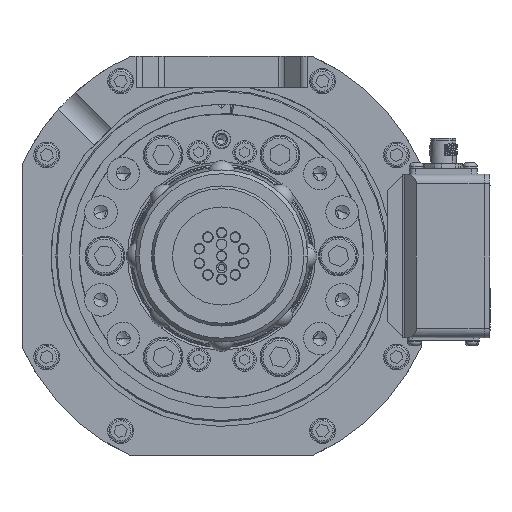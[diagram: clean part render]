
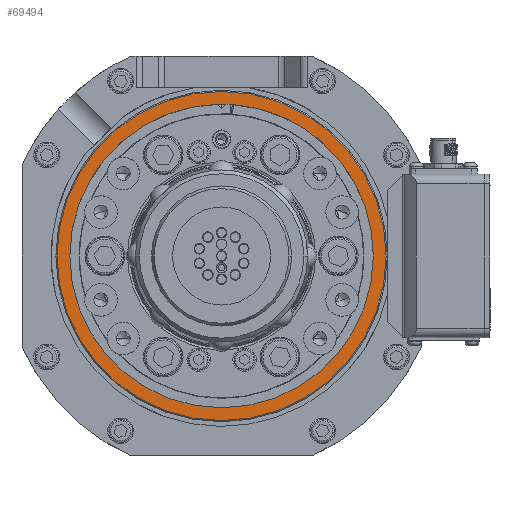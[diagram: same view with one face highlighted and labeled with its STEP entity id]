
A CAD part, front view. The second image highlights one B-rep face of the part: STEP entity #69494.
In plain terms, the highlighted planar face has unit normal (0, -1, 0).
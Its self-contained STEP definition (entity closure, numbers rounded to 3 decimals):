
#2447 = CARTESIAN_POINT ( 'NONE',  ( 70.5, -95.1, 0. ) ) ;
#4106 = EDGE_CURVE ( 'NONE', #61263, #75003, #26901, .T. ) ;
#9168 = CARTESIAN_POINT ( 'NONE',  ( 0., -95.1, 0. ) ) ;
#15163 = FACE_BOUND ( 'NONE', #131504, .T. ) ;
#15584 = CARTESIAN_POINT ( 'NONE',  ( -70.5, -95.1, 0. ) ) ;
#16310 = ORIENTED_EDGE ( 'NONE', *, *, #58919, .T. ) ;
#22195 = DIRECTION ( 'NONE',  ( 0., -1., 0. ) ) ;
#24301 = EDGE_LOOP ( 'NONE', ( #16310, #103435 ) ) ;
#26901 = CIRCLE ( 'NONE', #33800, 64.5 ) ;
#33800 = AXIS2_PLACEMENT_3D ( 'NONE', #128665, #70920, #39697 ) ;
#39697 = DIRECTION ( 'NONE',  ( -1., 0., 0. ) ) ;
#41962 = AXIS2_PLACEMENT_3D ( 'NONE', #89479, #22195, #142291 ) ;
#42406 = EDGE_CURVE ( 'NONE', #108268, #128653, #92823, .T. ) ;
#44504 = DIRECTION ( 'NONE',  ( 0., 1., 0. ) ) ;
#44562 = DIRECTION ( 'NONE',  ( -1., 0., 0. ) ) ;
#45460 = ORIENTED_EDGE ( 'NONE', *, *, #4106, .T. ) ;
#48470 = FACE_OUTER_BOUND ( 'NONE', #24301, .T. ) ;
#52912 = CIRCLE ( 'NONE', #124484, 64.5 ) ;
#58919 = EDGE_CURVE ( 'NONE', #128653, #108268, #109460, .T. ) ;
#61263 = VERTEX_POINT ( 'NONE', #98559 ) ;
#67840 = AXIS2_PLACEMENT_3D ( 'NONE', #9168, #98845, #44562 ) ;
#69494 = ADVANCED_FACE ( 'NONE', ( #48470, #15163 ), #129950, .F. ) ;
#70920 = DIRECTION ( 'NONE',  ( 0., 1., 0. ) ) ;
#72749 = AXIS2_PLACEMENT_3D ( 'NONE', #77179, #121271, #76455 ) ;
#75003 = VERTEX_POINT ( 'NONE', #82678 ) ;
#75744 = CARTESIAN_POINT ( 'NONE',  ( 0., -95.1, 0. ) ) ;
#76455 = DIRECTION ( 'NONE',  ( -1., 0., 0. ) ) ;
#77179 = CARTESIAN_POINT ( 'NONE',  ( 0., -95.1, 64.5 ) ) ;
#82678 = CARTESIAN_POINT ( 'NONE',  ( -64.5, -95.1, 0. ) ) ;
#89479 = CARTESIAN_POINT ( 'NONE',  ( 0., -95.1, 0. ) ) ;
#92823 = CIRCLE ( 'NONE', #41962, 70.5 ) ;
#94302 = EDGE_CURVE ( 'NONE', #75003, #61263, #52912, .T. ) ;
#98559 = CARTESIAN_POINT ( 'NONE',  ( 64.5, -95.1, 0. ) ) ;
#98845 = DIRECTION ( 'NONE',  ( 0., -1., 0. ) ) ;
#101662 = DIRECTION ( 'NONE',  ( -1., 0., 0. ) ) ;
#103435 = ORIENTED_EDGE ( 'NONE', *, *, #42406, .T. ) ;
#108268 = VERTEX_POINT ( 'NONE', #2447 ) ;
#109460 = CIRCLE ( 'NONE', #67840, 70.5 ) ;
#109892 = ORIENTED_EDGE ( 'NONE', *, *, #94302, .T. ) ;
#121271 = DIRECTION ( 'NONE',  ( 0., 1., 0. ) ) ;
#124484 = AXIS2_PLACEMENT_3D ( 'NONE', #75744, #44504, #101662 ) ;
#128653 = VERTEX_POINT ( 'NONE', #15584 ) ;
#128665 = CARTESIAN_POINT ( 'NONE',  ( 0., -95.1, 0. ) ) ;
#129950 = PLANE ( 'NONE',  #72749 ) ;
#131504 = EDGE_LOOP ( 'NONE', ( #109892, #45460 ) ) ;
#142291 = DIRECTION ( 'NONE',  ( -1., 0., 0. ) ) ;
